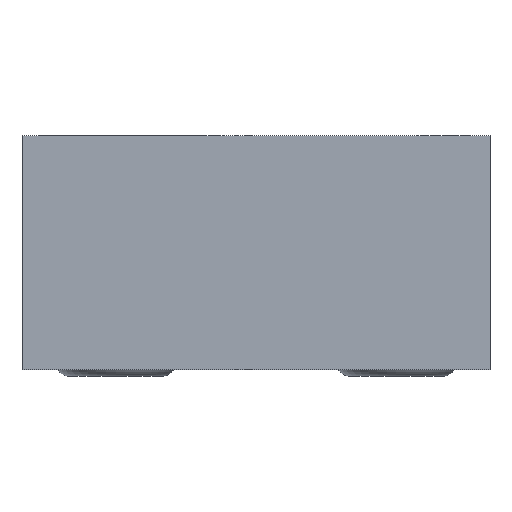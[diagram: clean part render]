
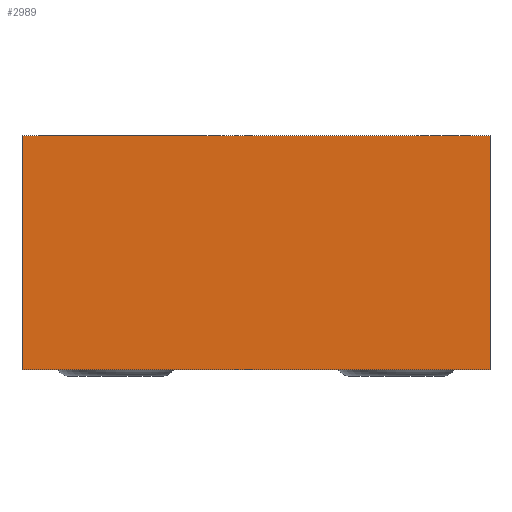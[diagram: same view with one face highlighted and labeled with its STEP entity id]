
A CAD part, front view. The second image highlights one B-rep face of the part: STEP entity #2989.
In plain terms, the highlighted planar face has unit normal (0, -1, 0).
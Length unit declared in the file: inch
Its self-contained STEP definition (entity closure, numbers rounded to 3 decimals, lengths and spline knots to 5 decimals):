
#880=DIRECTION('',(-1.,0.,0.));
#881=VECTOR('',#880,2.5);
#882=CARTESIAN_POINT('',(1.25,-0.89,0.625));
#883=LINE('',#882,#881);
#884=DIRECTION('',(0.,0.,1.));
#885=VECTOR('',#884,1.25);
#886=CARTESIAN_POINT('',(1.25,-0.89,-0.625));
#887=LINE('',#886,#885);
#888=DIRECTION('',(1.,0.,0.));
#889=VECTOR('',#888,2.5);
#890=CARTESIAN_POINT('',(-1.25,-0.89,-0.625));
#891=LINE('',#890,#889);
#892=DIRECTION('',(0.,0.,-1.));
#893=VECTOR('',#892,1.25);
#894=CARTESIAN_POINT('',(-1.25,-0.89,0.625));
#895=LINE('',#894,#893);
#1674=CARTESIAN_POINT('',(1.25,-0.89,0.625));
#1675=CARTESIAN_POINT('',(-1.25,-0.89,0.625));
#1676=VERTEX_POINT('',#1674);
#1677=VERTEX_POINT('',#1675);
#1678=CARTESIAN_POINT('',(-1.25,-0.89,-0.625));
#1679=VERTEX_POINT('',#1678);
#1680=CARTESIAN_POINT('',(1.25,-0.89,-0.625));
#1681=VERTEX_POINT('',#1680);
#2978=CARTESIAN_POINT('',(0.,-0.89,0.));
#2979=DIRECTION('',(0.,-1.,0.));
#2980=DIRECTION('',(1.,0.,0.));
#2981=AXIS2_PLACEMENT_3D('',#2978,#2979,#2980);
#2982=PLANE('',#2981);
#2983=ORIENTED_EDGE('',*,*,#2864,.F.);
#2984=ORIENTED_EDGE('',*,*,#2903,.F.);
#2985=ORIENTED_EDGE('',*,*,#2923,.F.);
#2986=ORIENTED_EDGE('',*,*,#2966,.F.);
#2987=EDGE_LOOP('',(#2983,#2984,#2985,#2986));
#2988=FACE_OUTER_BOUND('',#2987,.F.);
#2989=ADVANCED_FACE('',(#2988),#2982,.T.);
#2864=EDGE_CURVE('',#1676,#1677,#883,.T.);
#2903=EDGE_CURVE('',#1681,#1676,#887,.T.);
#2923=EDGE_CURVE('',#1679,#1681,#891,.T.);
#2966=EDGE_CURVE('',#1677,#1679,#895,.T.);
